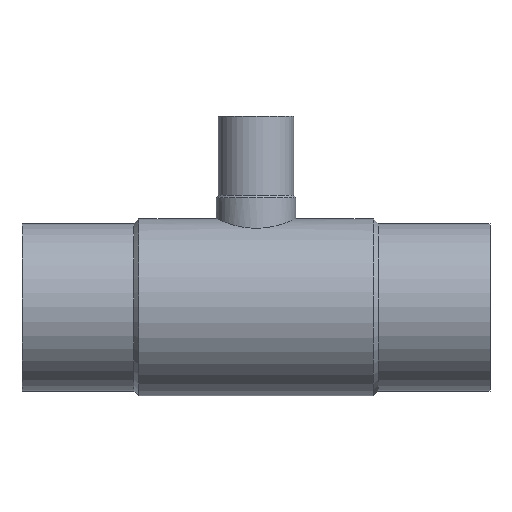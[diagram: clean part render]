
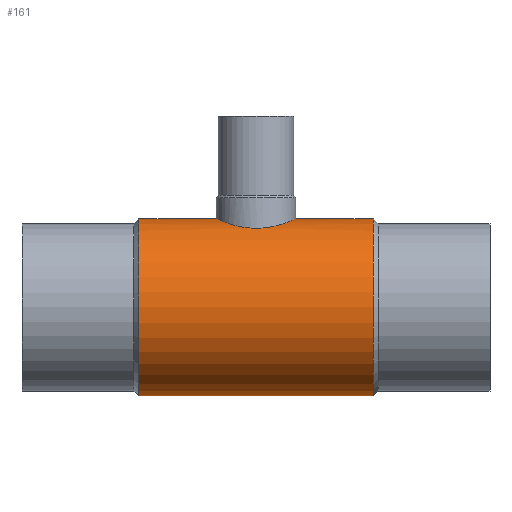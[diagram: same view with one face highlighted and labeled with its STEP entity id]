
A CAD part, top view. The second image highlights one B-rep face of the part: STEP entity #161.
In plain terms, the highlighted cylindrical face has radius 105.95 mm (diameter 211.9 mm), a partial arc.
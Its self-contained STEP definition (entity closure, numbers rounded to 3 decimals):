
#133 = VERTEX_POINT( '', #359 );
#147 = EDGE_CURVE( '', #237, #293, #376, .T. );
#161 = ADVANCED_FACE( '', ( #392 ), #393, .T. );
#163 = EDGE_CURVE( '', #327, #133, #395, .T. );
#195 = VERTEX_POINT( '', #433 );
#213 = EDGE_CURVE( '', #243, #237, #453, .T. );
#237 = VERTEX_POINT( '', #480 );
#243 = VERTEX_POINT( '', #486 );
#275 = EDGE_CURVE( '', #195, #243, #521, .T. );
#293 = VERTEX_POINT( '', #541 );
#299 = EDGE_CURVE( '', #327, #195, #549, .T. );
#327 = VERTEX_POINT( '', #580 );
#335 = EDGE_CURVE( '', #293, #133, #588, .T. );
#359 = CARTESIAN_POINT( '', ( -420.05, 105.95, 0. ) );
#376 = B_SPLINE_CURVE_WITH_KNOTS( '', 3, ( #661, #662, #663, #664, #665, #666, #667, #668, #669, #670, #671, #672, #673, #674, #675, #676, #677, #678, #679, #680, #681, #682, #683, #684, #685, #686, #687, #688, #689, #690, #691, #692, #693, #694, #695, #696, #697, #698, #699, #700, #701, #702, #703, #704, #705, #706, #707, #708, #709, #710, #711, #712, #713, #714, #715, #716, #717, #718, #719, #720, #721, #722, #723, #724, #725, #726 ), .UNSPECIFIED., .F., .F., ( 4, 2, 2, 2, 2, 2, 2, 2, 2, 2, 2, 2, 2, 2, 2, 2, 2, 2, 2, 2, 2, 2, 2, 2, 2, 2, 2, 2, 2, 2, 2, 2, 4 ), ( 73.03, 77.591, 82.151, 86.712, 91.272, 95.833, 100.393, 104.954, 109.514, 114.083, 118.651, 123.219, 127.788, 132.356, 136.924, 141.492, 146.061, 150.629, 155.197, 159.766, 164.334, 168.902, 173.47, 178.039, 182.607, 187.167, 191.728, 196.288, 200.849, 205.41, 209.97, 214.531, 219.091 ), .UNSPECIFIED. );
#392 = FACE_OUTER_BOUND( '', #742, .T. );
#393 = CYLINDRICAL_SURFACE( '', #743, 105.95 );
#395 = CIRCLE( '', #746, 105.95 );
#433 = CARTESIAN_POINT( '', ( -139.95, -105.95, 0. ) );
#453 = LINE( '', #819, #820 );
#480 = CARTESIAN_POINT( '', ( -232.3, 105.95, 0. ) );
#486 = CARTESIAN_POINT( '', ( -139.95, 105.95, 0. ) );
#521 = CIRCLE( '', #1014, 105.95 );
#541 = CARTESIAN_POINT( '', ( -327.7, 105.95, 0. ) );
#549 = LINE( '', #1115, #1116 );
#580 = CARTESIAN_POINT( '', ( -420.05, -105.95, 0. ) );
#588 = LINE( '', #1163, #1164 );
#661 = CARTESIAN_POINT( '', ( -232.3, 105.95, 0. ) );
#662 = CARTESIAN_POINT( '', ( -232.3, 105.95, 1.52 ) );
#663 = CARTESIAN_POINT( '', ( -232.373, 105.917, 3.063 ) );
#664 = CARTESIAN_POINT( '', ( -232.674, 105.782, 6.164 ) );
#665 = CARTESIAN_POINT( '', ( -232.903, 105.68, 7.721 ) );
#666 = CARTESIAN_POINT( '', ( -233.517, 105.407, 10.822 ) );
#667 = CARTESIAN_POINT( '', ( -233.903, 105.237, 12.364 ) );
#668 = CARTESIAN_POINT( '', ( -234.829, 104.835, 15.408 ) );
#669 = CARTESIAN_POINT( '', ( -235.369, 104.603, 16.908 ) );
#670 = CARTESIAN_POINT( '', ( -236.593, 104.086, 19.84 ) );
#671 = CARTESIAN_POINT( '', ( -237.278, 103.802, 21.274 ) );
#672 = CARTESIAN_POINT( '', ( -238.778, 103.193, 24.053 ) );
#673 = CARTESIAN_POINT( '', ( -239.594, 102.869, 25.398 ) );
#674 = CARTESIAN_POINT( '', ( -241.337, 102.197, 27.981 ) );
#675 = CARTESIAN_POINT( '', ( -242.265, 101.849, 29.218 ) );
#676 = CARTESIAN_POINT( '', ( -244.209, 101.145, 31.569 ) );
#677 = CARTESIAN_POINT( '', ( -245.225, 100.789, 32.683 ) );
#678 = CARTESIAN_POINT( '', ( -247.319, 100.086, 34.777 ) );
#679 = CARTESIAN_POINT( '', ( -248.434, 99.726, 35.794 ) );
#680 = CARTESIAN_POINT( '', ( -250.787, 99.006, 37.739 ) );
#681 = CARTESIAN_POINT( '', ( -252.024, 98.647, 38.666 ) );
#682 = CARTESIAN_POINT( '', ( -254.607, 97.946, 40.409 ) );
#683 = CARTESIAN_POINT( '', ( -255.951, 97.604, 41.224 ) );
#684 = CARTESIAN_POINT( '', ( -258.728, 96.958, 42.723 ) );
#685 = CARTESIAN_POINT( '', ( -260.16, 96.652, 43.407 ) );
#686 = CARTESIAN_POINT( '', ( -263.09, 96.094, 44.63 ) );
#687 = CARTESIAN_POINT( '', ( -264.589, 95.84, 45.17 ) );
#688 = CARTESIAN_POINT( '', ( -267.63, 95.398, 46.096 ) );
#689 = CARTESIAN_POINT( '', ( -269.172, 95.21, 46.482 ) );
#690 = CARTESIAN_POINT( '', ( -272.272, 94.908, 47.096 ) );
#691 = CARTESIAN_POINT( '', ( -273.83, 94.793, 47.325 ) );
#692 = CARTESIAN_POINT( '', ( -276.933, 94.642, 47.627 ) );
#693 = CARTESIAN_POINT( '', ( -278.477, 94.605, 47.7 ) );
#694 = CARTESIAN_POINT( '', ( -281.523, 94.605, 47.7 ) );
#695 = CARTESIAN_POINT( '', ( -283.067, 94.642, 47.627 ) );
#696 = CARTESIAN_POINT( '', ( -286.17, 94.793, 47.325 ) );
#697 = CARTESIAN_POINT( '', ( -287.728, 94.908, 47.096 ) );
#698 = CARTESIAN_POINT( '', ( -290.828, 95.21, 46.482 ) );
#699 = CARTESIAN_POINT( '', ( -292.37, 95.398, 46.096 ) );
#700 = CARTESIAN_POINT( '', ( -295.411, 95.84, 45.17 ) );
#701 = CARTESIAN_POINT( '', ( -296.91, 96.094, 44.63 ) );
#702 = CARTESIAN_POINT( '', ( -299.84, 96.652, 43.407 ) );
#703 = CARTESIAN_POINT( '', ( -301.272, 96.958, 42.723 ) );
#704 = CARTESIAN_POINT( '', ( -304.049, 97.604, 41.224 ) );
#705 = CARTESIAN_POINT( '', ( -305.393, 97.946, 40.409 ) );
#706 = CARTESIAN_POINT( '', ( -307.976, 98.647, 38.666 ) );
#707 = CARTESIAN_POINT( '', ( -309.213, 99.006, 37.739 ) );
#708 = CARTESIAN_POINT( '', ( -311.566, 99.726, 35.794 ) );
#709 = CARTESIAN_POINT( '', ( -312.681, 100.086, 34.777 ) );
#710 = CARTESIAN_POINT( '', ( -314.775, 100.789, 32.683 ) );
#711 = CARTESIAN_POINT( '', ( -315.791, 101.145, 31.569 ) );
#712 = CARTESIAN_POINT( '', ( -317.735, 101.849, 29.218 ) );
#713 = CARTESIAN_POINT( '', ( -318.663, 102.197, 27.981 ) );
#714 = CARTESIAN_POINT( '', ( -320.406, 102.869, 25.398 ) );
#715 = CARTESIAN_POINT( '', ( -321.222, 103.193, 24.053 ) );
#716 = CARTESIAN_POINT( '', ( -322.722, 103.802, 21.274 ) );
#717 = CARTESIAN_POINT( '', ( -323.407, 104.086, 19.84 ) );
#718 = CARTESIAN_POINT( '', ( -324.631, 104.603, 16.908 ) );
#719 = CARTESIAN_POINT( '', ( -325.171, 104.835, 15.408 ) );
#720 = CARTESIAN_POINT( '', ( -326.097, 105.237, 12.364 ) );
#721 = CARTESIAN_POINT( '', ( -326.483, 105.407, 10.822 ) );
#722 = CARTESIAN_POINT( '', ( -327.097, 105.68, 7.721 ) );
#723 = CARTESIAN_POINT( '', ( -327.326, 105.782, 6.164 ) );
#724 = CARTESIAN_POINT( '', ( -327.627, 105.917, 3.063 ) );
#725 = CARTESIAN_POINT( '', ( -327.7, 105.95, 1.52 ) );
#726 = CARTESIAN_POINT( '', ( -327.7, 105.95, 0. ) );
#742 = EDGE_LOOP( '', ( #1211, #1212, #1213, #1214, #1215, #1216 ) );
#743 = AXIS2_PLACEMENT_3D( '', #1217, #1218, #1219 );
#746 = AXIS2_PLACEMENT_3D( '', #1220, #1221, #1222 );
#819 = CARTESIAN_POINT( '', ( -280., 105.95, 0. ) );
#820 = VECTOR( '', #1294, 1. );
#1014 = AXIS2_PLACEMENT_3D( '', #1373, #1374, #1375 );
#1115 = CARTESIAN_POINT( '', ( -280., -105.95, 0. ) );
#1116 = VECTOR( '', #1414, 1. );
#1163 = CARTESIAN_POINT( '', ( -280., 105.95, 0. ) );
#1164 = VECTOR( '', #1455, 1. );
#1211 = ORIENTED_EDGE( '', *, *, #213, .T. );
#1212 = ORIENTED_EDGE( '', *, *, #147, .T. );
#1213 = ORIENTED_EDGE( '', *, *, #335, .T. );
#1214 = ORIENTED_EDGE( '', *, *, #163, .F. );
#1215 = ORIENTED_EDGE( '', *, *, #299, .T. );
#1216 = ORIENTED_EDGE( '', *, *, #275, .T. );
#1217 = CARTESIAN_POINT( '', ( -280., 0., 0. ) );
#1218 = DIRECTION( '', ( 1., 0., 0. ) );
#1219 = DIRECTION( '', ( 0., 1., 0. ) );
#1220 = CARTESIAN_POINT( '', ( -420.05, 0., 0. ) );
#1221 = DIRECTION( '', ( -1., 0., 0. ) );
#1222 = DIRECTION( '', ( 0., 1., 0. ) );
#1294 = DIRECTION( '', ( -1., 0., 0. ) );
#1373 = CARTESIAN_POINT( '', ( -139.95, 0., 0. ) );
#1374 = DIRECTION( '', ( -1., 0., 0. ) );
#1375 = DIRECTION( '', ( 0., 1., 0. ) );
#1414 = DIRECTION( '', ( 1., 0., 0. ) );
#1455 = DIRECTION( '', ( -1., 0., 0. ) );
